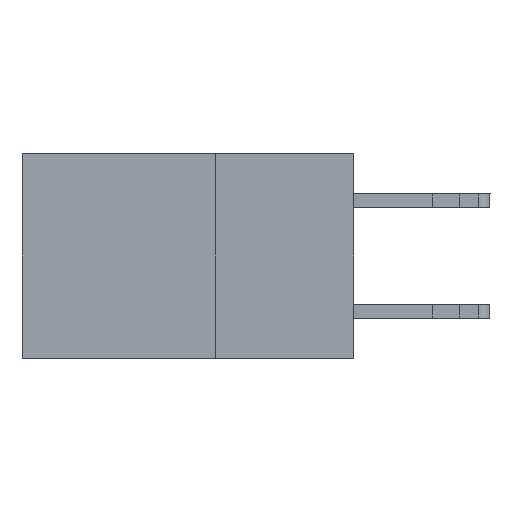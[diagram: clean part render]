
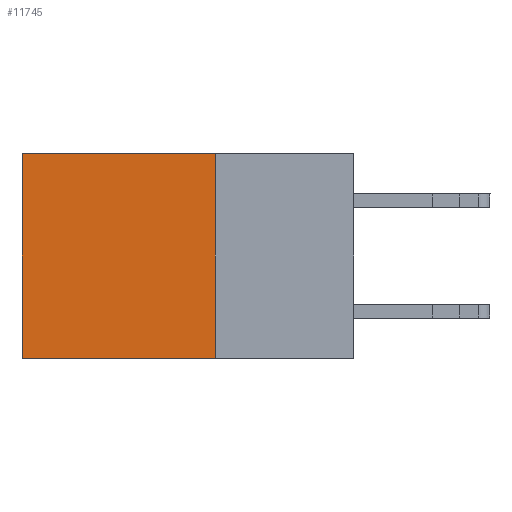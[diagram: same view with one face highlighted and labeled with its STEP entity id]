
A CAD part, left-side view. The second image highlights one B-rep face of the part: STEP entity #11745.
In plain terms, the highlighted planar face has unit normal (-1, 0, 0).
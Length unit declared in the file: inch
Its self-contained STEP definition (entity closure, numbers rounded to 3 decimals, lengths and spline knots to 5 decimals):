
#1167 = ORIENTED_EDGE ( 'NONE', *, *, #13999, .T. ) ;
#2064 = CARTESIAN_POINT ( 'NONE',  ( 0.2875, 0.25, -0.37 ) ) ;
#2114 = EDGE_CURVE ( 'NONE', #5362, #20463, #3565, .T. ) ;
#2733 = CARTESIAN_POINT ( 'NONE',  ( 0.2875, 0.6, -0.37 ) ) ;
#3396 = DIRECTION ( 'NONE',  ( 0., 1., 0. ) ) ;
#3565 = LINE ( 'NONE', #25713, #20869 ) ;
#4063 = DIRECTION ( 'NONE',  ( 0., 0., -1. ) ) ;
#4118 = CARTESIAN_POINT ( 'NONE',  ( 0.2875, 0.25, 0. ) ) ;
#5362 = VERTEX_POINT ( 'NONE', #2064 ) ;
#5552 = LINE ( 'NONE', #23359, #28208 ) ;
#5967 = EDGE_CURVE ( 'NONE', #6994, #5362, #26132, .T. ) ;
#6659 = ORIENTED_EDGE ( 'NONE', *, *, #13485, .T. ) ;
#6994 = VERTEX_POINT ( 'NONE', #8711 ) ;
#7759 = VECTOR ( 'NONE', #4063, 39.37008 ) ;
#8711 = CARTESIAN_POINT ( 'NONE',  ( 0.2875, 0.25, 0. ) ) ;
#9708 = ORIENTED_EDGE ( 'NONE', *, *, #2114, .F. ) ;
#11745 = ADVANCED_FACE ( 'NONE', ( #15167 ), #23665, .F. ) ;
#13011 = DIRECTION ( 'NONE',  ( 1., 0., 0. ) ) ;
#13485 = EDGE_CURVE ( 'NONE', #6994, #20353, #5552, .T. ) ;
#13999 = EDGE_CURVE ( 'NONE', #20353, #20463, #16891, .T. ) ;
#14603 = CARTESIAN_POINT ( 'NONE',  ( 0.2875, 0.25, 0. ) ) ;
#15167 = FACE_OUTER_BOUND ( 'NONE', #16633, .T. ) ;
#15635 = AXIS2_PLACEMENT_3D ( 'NONE', #4118, #13011, #25988 ) ;
#16633 = EDGE_LOOP ( 'NONE', ( #1167, #9708, #23704, #6659 ) ) ;
#16891 = LINE ( 'NONE', #21573, #7759 ) ;
#19154 = DIRECTION ( 'NONE',  ( 0., 1., 0. ) ) ;
#20353 = VERTEX_POINT ( 'NONE', #20808 ) ;
#20463 = VERTEX_POINT ( 'NONE', #2733 ) ;
#20808 = CARTESIAN_POINT ( 'NONE',  ( 0.2875, 0.6, 0. ) ) ;
#20869 = VECTOR ( 'NONE', #19154, 39.37008 ) ;
#21573 = CARTESIAN_POINT ( 'NONE',  ( 0.2875, 0.6, 0. ) ) ;
#23359 = CARTESIAN_POINT ( 'NONE',  ( 0.2875, 0.25, 0. ) ) ;
#23529 = DIRECTION ( 'NONE',  ( 0., 0., -1. ) ) ;
#23665 = PLANE ( 'NONE',  #15635 ) ;
#23704 = ORIENTED_EDGE ( 'NONE', *, *, #5967, .F. ) ;
#25713 = CARTESIAN_POINT ( 'NONE',  ( 0.2875, 0.25, -0.37 ) ) ;
#25988 = DIRECTION ( 'NONE',  ( 0., 0., -1. ) ) ;
#26132 = LINE ( 'NONE', #14603, #27279 ) ;
#27279 = VECTOR ( 'NONE', #23529, 39.37008 ) ;
#28208 = VECTOR ( 'NONE', #3396, 39.37008 ) ;
